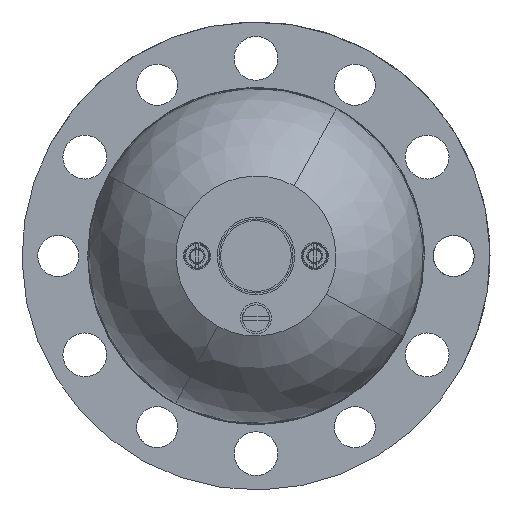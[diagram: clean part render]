
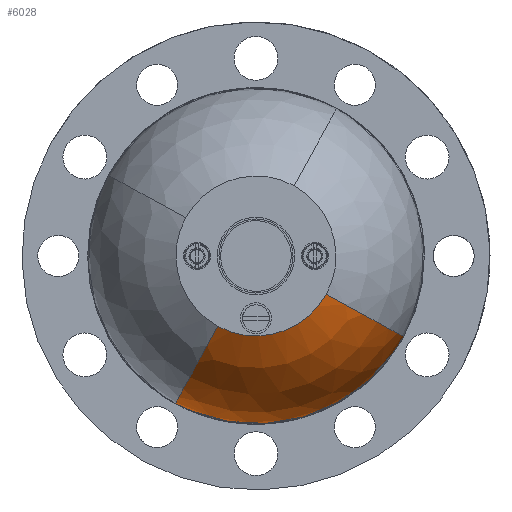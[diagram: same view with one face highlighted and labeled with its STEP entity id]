
A CAD part, front view. The second image highlights one B-rep face of the part: STEP entity #6028.
In plain terms, the highlighted spherical face has radius 25 mm.
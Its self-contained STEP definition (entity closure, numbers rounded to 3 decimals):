
#5955=AXIS2_PLACEMENT_3D('Circle Axis2P3D',#5953,#5954,$) ;
#6001=AXIS2_PLACEMENT_3D('Sphere Axis2P3D',#5998,#5999,#6000) ;
#6005=AXIS2_PLACEMENT_3D('Circle Axis2P3D',#6003,#6004,$) ;
#6012=AXIS2_PLACEMENT_3D('Circle Axis2P3D',#6010,#6011,$) ;
#6019=AXIS2_PLACEMENT_3D('Circle Axis2P3D',#6017,#6018,$) ;
#5950=CARTESIAN_POINT('Vertex',(20.782,-354.508,-11.353)) ;
#5953=CARTESIAN_POINT('Axis2P3D Location',(0.,-354.508,0.)) ;
#5957=CARTESIAN_POINT('Vertex',(-11.353,-354.508,-20.782)) ;
#5998=CARTESIAN_POINT('Axis2P3D Location',(0.,-362.52,0.)) ;
#6003=CARTESIAN_POINT('Axis2P3D Location',(0.,-362.52,0.)) ;
#6007=CARTESIAN_POINT('Vertex',(-5.693,-384.52,-10.421)) ;
#6010=CARTESIAN_POINT('Axis2P3D Location',(0.,-362.52,0.)) ;
#6014=CARTESIAN_POINT('Vertex',(10.421,-384.52,-5.693)) ;
#6017=CARTESIAN_POINT('Axis2P3D Location',(0.,-384.52,0.)) ;
#5954=DIRECTION('Axis2P3D Direction',(0.,-1.,0.)) ;
#5999=DIRECTION('Axis2P3D Direction',(0.,1.,0.)) ;
#6000=DIRECTION('Axis2P3D XDirection',(0.878,0.,-0.479)) ;
#6004=DIRECTION('Axis2P3D Direction',(0.878,0.,-0.479)) ;
#6011=DIRECTION('Axis2P3D Direction',(0.479,0.,0.878)) ;
#6018=DIRECTION('Axis2P3D Direction',(0.,1.,0.)) ;
#6023=ORIENTED_EDGE('',*,*,#6009,.T.) ;
#6024=ORIENTED_EDGE('',*,*,#5959,.F.) ;
#6025=ORIENTED_EDGE('',*,*,#6016,.F.) ;
#6026=ORIENTED_EDGE('',*,*,#6021,.T.) ;
#6028=ADVANCED_FACE('Brep With Voids',(#6027),#6002,.T.) ;
#5956=CIRCLE('generated circle',#5955,23.681) ;
#6006=CIRCLE('generated circle',#6005,25.) ;
#6013=CIRCLE('generated circle',#6012,25.) ;
#6020=CIRCLE('generated circle',#6019,11.874) ;
#5959=EDGE_CURVE('',#5951,#5958,#5956,.F.) ;
#6009=EDGE_CURVE('',#6008,#5958,#6006,.T.) ;
#6016=EDGE_CURVE('',#6015,#5951,#6013,.T.) ;
#6021=EDGE_CURVE('',#6015,#6008,#6020,.T.) ;
#6022=EDGE_LOOP('',(#6023,#6024,#6025,#6026)) ;
#6027=FACE_OUTER_BOUND('',#6022,.T.) ;
#6002=SPHERICAL_SURFACE('',#6001,25.) ;
#5951=VERTEX_POINT('',#5950) ;
#5958=VERTEX_POINT('',#5957) ;
#6008=VERTEX_POINT('',#6007) ;
#6015=VERTEX_POINT('',#6014) ;
